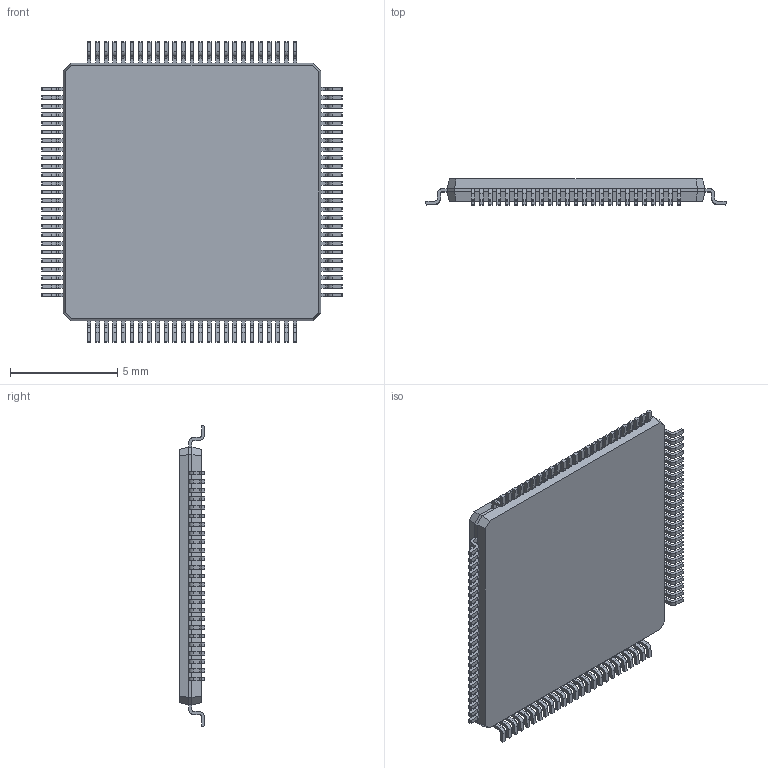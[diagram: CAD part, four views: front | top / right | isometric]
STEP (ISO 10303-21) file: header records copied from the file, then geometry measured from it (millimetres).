
FILE_DESCRIPTION (( 'STEP AP214' ), '1' );
FILE_NAME ('PIC24FJ1024GB610-I-PT.STEP', '2020-03-18T10:23:40', ( '' ), ( '' ), 'SwSTEP 2.0', 'SolidWorks 2017', '' );
FILE_SCHEMA (( 'AUTOMOTIVE_DESIGN' ));
Length unit declared in the file: millimetre
Products named in the file (1): PIC24FJ1024GB610-I-PT
Bounding box: 14 x 1.2 x 14 mm (x, y, z)
Volume: 152.6 mm3; surface area: 428.4 mm2
Topology: 102 solids, 102 shells, 1433 faces, 3668 edges, 2440 vertices
Faces by surface type: plane 1029, cylinder 404
Entity records: 44185 total; most frequent: CARTESIAN_POINT 7542, DIRECTION 7344, ORIENTED_EDGE 7336, EDGE_CURVE 3668, LINE 2860, VECTOR 2860, VERTEX_POINT 2440, AXIS2_PLACEMENT_3D 2242
